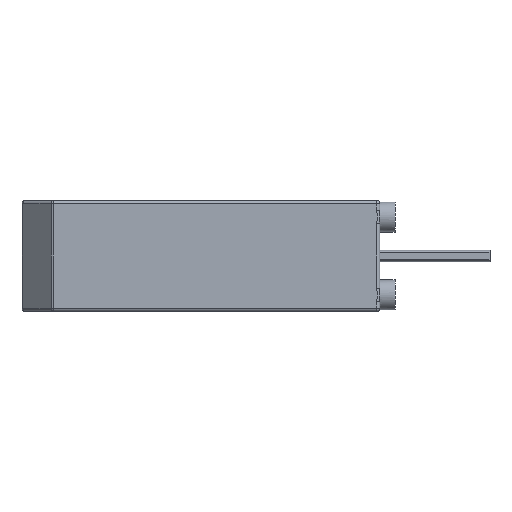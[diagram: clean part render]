
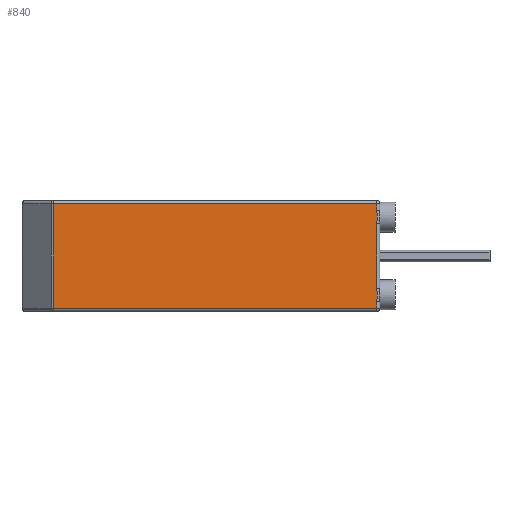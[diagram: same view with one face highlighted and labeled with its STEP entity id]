
A CAD part, left-side view. The second image highlights one B-rep face of the part: STEP entity #840.
In plain terms, the highlighted planar face has unit normal (-1, 0, 0).
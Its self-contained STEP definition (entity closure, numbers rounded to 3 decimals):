
#840 = ADVANCED_FACE ( 'NONE', ( #12572 ), #11744, .F. ) ;
#1887 = EDGE_LOOP ( 'NONE', ( #19876, #19656, #19870, #19850, #19819, #19924, #19634, #19653 ) ) ;
#3042 = EDGE_CURVE ( 'NONE', #20177, #20139, #15188, .T. ) ;
#3049 = EDGE_CURVE ( 'NONE', #20195, #20212, #21200, .T. ) ;
#3054 = EDGE_CURVE ( 'NONE', #20172, #20195, #15226, .T. ) ;
#3055 = EDGE_CURVE ( 'NONE', #20098, #20172, #21201, .T. ) ;
#3068 = EDGE_CURVE ( 'NONE', #20150, #20177, #15251, .T. ) ;
#3070 = EDGE_CURVE ( 'NONE', #20139, #20098, #15255, .T. ) ;
#3071 = EDGE_CURVE ( 'NONE', #20212, #20191, #15257, .T. ) ;
#3118 = EDGE_CURVE ( 'NONE', #20191, #20150, #15336, .T. ) ;
#10648 = AXIS2_PLACEMENT_3D ( 'NONE', #11726, #11756, #11757 ) ;
#11726 = CARTESIAN_POINT ( 'NONE',  ( -3.3, 11.942, 1.85 ) ) ;
#11744 = PLANE ( 'NONE',  #10648 ) ;
#11756 = DIRECTION ( 'NONE',  ( 1., 0., 0. ) ) ;
#11757 = DIRECTION ( 'NONE',  ( 0., 0., -1. ) ) ;
#12572 = FACE_OUTER_BOUND ( 'NONE', #1887, .T. ) ;
#14514 = CARTESIAN_POINT ( 'NONE',  ( -3.3, 11.942, -1.75 ) ) ;
#14525 = DIRECTION ( 'NONE',  ( 0., -1., 0. ) ) ;
#14538 = CARTESIAN_POINT ( 'NONE',  ( -3.3, 0.1, 1.082 ) ) ;
#14543 = CARTESIAN_POINT ( 'NONE',  ( -3.3, 0.1, 1.155 ) ) ;
#14544 = CARTESIAN_POINT ( 'NONE',  ( -3.3, 0.087, 1.227 ) ) ;
#14545 = CARTESIAN_POINT ( 'NONE',  ( -3.3, 0.087, 1.373 ) ) ;
#14546 = CARTESIAN_POINT ( 'NONE',  ( -3.3, 0.1, 1.445 ) ) ;
#14547 = CARTESIAN_POINT ( 'NONE',  ( -3.3, 0.1, 1.518 ) ) ;
#14553 = CARTESIAN_POINT ( 'NONE',  ( -3.3, 0.1, -1.518 ) ) ;
#14561 = CARTESIAN_POINT ( 'NONE',  ( -3.3, 0.1, 1.85 ) ) ;
#14563 = DIRECTION ( 'NONE',  ( 0., 0., 1. ) ) ;
#14565 = CARTESIAN_POINT ( 'NONE',  ( -3.3, 0.1, -1.445 ) ) ;
#14566 = CARTESIAN_POINT ( 'NONE',  ( -3.3, 0.087, -1.373 ) ) ;
#14567 = CARTESIAN_POINT ( 'NONE',  ( -3.3, 0.087, -1.227 ) ) ;
#14568 = CARTESIAN_POINT ( 'NONE',  ( -3.3, 0.1, -1.155 ) ) ;
#14569 = CARTESIAN_POINT ( 'NONE',  ( -3.3, 0.1, -1.082 ) ) ;
#14604 = CARTESIAN_POINT ( 'NONE',  ( -3.3, 10.901, 1.85 ) ) ;
#14605 = DIRECTION ( 'NONE',  ( 0., 0., -1. ) ) ;
#14608 = CARTESIAN_POINT ( 'NONE',  ( -3.3, 0.1, 1.85 ) ) ;
#14609 = DIRECTION ( 'NONE',  ( 0., 0., 1. ) ) ;
#14610 = CARTESIAN_POINT ( 'NONE',  ( -3.3, 0.1, 1.85 ) ) ;
#14611 = DIRECTION ( 'NONE',  ( 0., 0., 1. ) ) ;
#15188 = LINE ( 'NONE', #14514, #15205 ) ;
#15205 = VECTOR ( 'NONE', #14525, 1000. ) ;
#15226 = LINE ( 'NONE', #14561, #15227 ) ;
#15227 = VECTOR ( 'NONE', #14563, 1000. ) ;
#15251 = LINE ( 'NONE', #14604, #15252 ) ;
#15252 = VECTOR ( 'NONE', #14605, 1000. ) ;
#15255 = LINE ( 'NONE', #14608, #15256 ) ;
#15256 = VECTOR ( 'NONE', #14609, 1000. ) ;
#15257 = LINE ( 'NONE', #14610, #15258 ) ;
#15258 = VECTOR ( 'NONE', #14611, 1000. ) ;
#15336 = LINE ( 'NONE', #15945, #15337 ) ;
#15337 = VECTOR ( 'NONE', #15946, 1000. ) ;
#15945 = CARTESIAN_POINT ( 'NONE',  ( -3.3, 11.942, 1.75 ) ) ;
#15946 = DIRECTION ( 'NONE',  ( 0., 1., 0. ) ) ;
#18559 = CARTESIAN_POINT ( 'NONE',  ( -3.3, 0.1, -1.518 ) ) ;
#18599 = CARTESIAN_POINT ( 'NONE',  ( -3.3, 0.1, -1.75 ) ) ;
#18610 = CARTESIAN_POINT ( 'NONE',  ( -3.3, 10.901, 1.75 ) ) ;
#18632 = CARTESIAN_POINT ( 'NONE',  ( -3.3, 0.1, -1.082 ) ) ;
#18637 = CARTESIAN_POINT ( 'NONE',  ( -3.3, 10.901, -1.75 ) ) ;
#18651 = CARTESIAN_POINT ( 'NONE',  ( -3.3, 0.1, 1.75 ) ) ;
#18655 = CARTESIAN_POINT ( 'NONE',  ( -3.3, 0.1, 1.082 ) ) ;
#18672 = CARTESIAN_POINT ( 'NONE',  ( -3.3, 0.1, 1.518 ) ) ;
#19634 = ORIENTED_EDGE ( 'NONE', *, *, #3118, .T. ) ;
#19653 = ORIENTED_EDGE ( 'NONE', *, *, #3068, .T. ) ;
#19656 = ORIENTED_EDGE ( 'NONE', *, *, #3070, .T. ) ;
#19819 = ORIENTED_EDGE ( 'NONE', *, *, #3049, .T. ) ;
#19850 = ORIENTED_EDGE ( 'NONE', *, *, #3054, .T. ) ;
#19870 = ORIENTED_EDGE ( 'NONE', *, *, #3055, .T. ) ;
#19876 = ORIENTED_EDGE ( 'NONE', *, *, #3042, .T. ) ;
#19924 = ORIENTED_EDGE ( 'NONE', *, *, #3071, .T. ) ;
#20098 = VERTEX_POINT ( 'NONE', #18559 ) ;
#20139 = VERTEX_POINT ( 'NONE', #18599 ) ;
#20150 = VERTEX_POINT ( 'NONE', #18610 ) ;
#20172 = VERTEX_POINT ( 'NONE', #18632 ) ;
#20177 = VERTEX_POINT ( 'NONE', #18637 ) ;
#20191 = VERTEX_POINT ( 'NONE', #18651 ) ;
#20195 = VERTEX_POINT ( 'NONE', #18655 ) ;
#20212 = VERTEX_POINT ( 'NONE', #18672 ) ;
#21200 = B_SPLINE_CURVE_WITH_KNOTS ( 'NONE', 3,
 ( #14538, #14543, #14544, #14545, #14546, #14547 ),
 .UNSPECIFIED., .F., .F.,
 ( 4, 2, 4 ),
 ( 0., 0., 0. ),
 .UNSPECIFIED. ) ;
#21201 = B_SPLINE_CURVE_WITH_KNOTS ( 'NONE', 3,
 ( #14553, #14565, #14566, #14567, #14568, #14569 ),
 .UNSPECIFIED., .F., .F.,
 ( 4, 2, 4 ),
 ( 0., 0., 0. ),
 .UNSPECIFIED. ) ;
